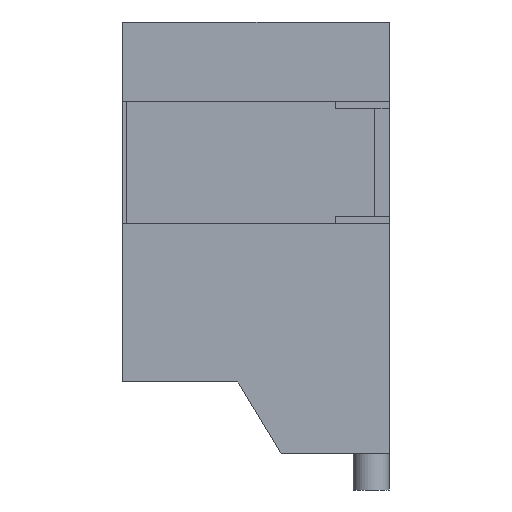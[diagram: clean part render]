
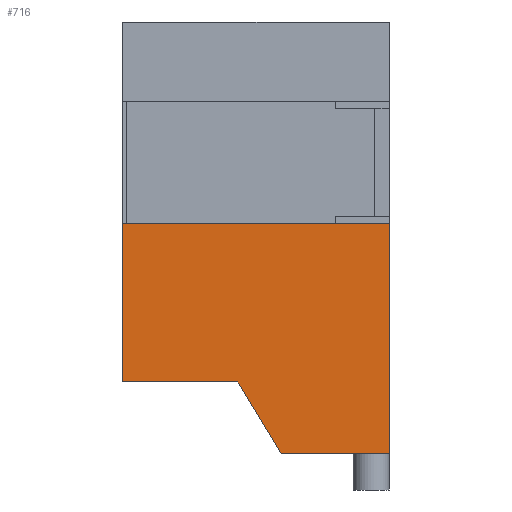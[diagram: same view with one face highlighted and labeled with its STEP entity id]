
A CAD part, left-side view. The second image highlights one B-rep face of the part: STEP entity #716.
In plain terms, the highlighted planar face has unit normal (-1, 0, 0).
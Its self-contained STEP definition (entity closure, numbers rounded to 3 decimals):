
#551 = VERTEX_POINT ( 'NONE', #2746 ) ;
#568 = EDGE_CURVE ( 'NONE', #569, #570, #2731, .T. ) ;
#569 = VERTEX_POINT ( 'NONE', #2715 ) ;
#570 = VERTEX_POINT ( 'NONE', #2714 ) ;
#693 = EDGE_CURVE ( 'NONE', #570, #551, #3059, .T. ) ;
#698 = VERTEX_POINT ( 'NONE', #3104 ) ;
#701 = EDGE_CURVE ( 'NONE', #698, #705, #3101, .T. ) ;
#705 = VERTEX_POINT ( 'NONE', #3231 ) ;
#716 = ADVANCED_FACE ( 'NONE', ( #3179 ), #3243, .T. ) ;
#717 = EDGE_LOOP ( 'NONE', ( #718, #719, #721, #722, #723, #726 ) ) ;
#718 = ORIENTED_EDGE ( 'NONE', *, *, #701, .F. ) ;
#719 = ORIENTED_EDGE ( 'NONE', *, *, #720, .T. ) ;
#720 = EDGE_CURVE ( 'NONE', #698, #551, #3238, .T. ) ;
#721 = ORIENTED_EDGE ( 'NONE', *, *, #693, .F. ) ;
#722 = ORIENTED_EDGE ( 'NONE', *, *, #568, .F. ) ;
#723 = ORIENTED_EDGE ( 'NONE', *, *, #724, .F. ) ;
#724 = EDGE_CURVE ( 'NONE', #725, #569, #3234, .T. ) ;
#725 = VERTEX_POINT ( 'NONE', #3171 ) ;
#726 = ORIENTED_EDGE ( 'NONE', *, *, #727, .F. ) ;
#727 = EDGE_CURVE ( 'NONE', #705, #725, #3169, .T. ) ;
#2714 = CARTESIAN_POINT ( 'NONE',  ( -5.25, 3.7, 1. ) ) ;
#2715 = CARTESIAN_POINT ( 'NONE',  ( -5.25, 2.1, 1. ) ) ;
#2728 = DIRECTION ( 'NONE',  ( 0., 1., 0. ) ) ;
#2729 = VECTOR ( 'NONE', #2728, 1000. ) ;
#2730 = CARTESIAN_POINT ( 'NONE',  ( -5.25, 3.7, 1. ) ) ;
#2731 = LINE ( 'NONE', #2730, #2729 ) ;
#2746 = CARTESIAN_POINT ( 'NONE',  ( -5.25, 3.7, 3.2 ) ) ;
#3056 = DIRECTION ( 'NONE',  ( 0., 0., 1. ) ) ;
#3057 = VECTOR ( 'NONE', #3056, 1000. ) ;
#3058 = CARTESIAN_POINT ( 'NONE',  ( -5.25, 3.7, 6. ) ) ;
#3059 = LINE ( 'NONE', #3058, #3057 ) ;
#3098 = DIRECTION ( 'NONE',  ( 0., 0., -1. ) ) ;
#3099 = VECTOR ( 'NONE', #3098, 1000. ) ;
#3100 = CARTESIAN_POINT ( 'NONE',  ( -5.25, 0., 0. ) ) ;
#3101 = LINE ( 'NONE', #3100, #3099 ) ;
#3104 = CARTESIAN_POINT ( 'NONE',  ( -5.25, 0., 3.2 ) ) ;
#3166 = DIRECTION ( 'NONE',  ( 0., 1., 0. ) ) ;
#3167 = VECTOR ( 'NONE', #3166, 1000. ) ;
#3168 = CARTESIAN_POINT ( 'NONE',  ( -5.25, 1.5, 0. ) ) ;
#3169 = LINE ( 'NONE', #3168, #3167 ) ;
#3171 = CARTESIAN_POINT ( 'NONE',  ( -5.25, 1.5, 0. ) ) ;
#3172 = DIRECTION ( 'NONE',  ( 0., 0.514, 0.857 ) ) ;
#3179 = FACE_OUTER_BOUND ( 'NONE', #717, .T. ) ;
#3231 = CARTESIAN_POINT ( 'NONE',  ( -5.25, 0., 0. ) ) ;
#3232 = VECTOR ( 'NONE', #3172, 1000. ) ;
#3233 = CARTESIAN_POINT ( 'NONE',  ( -5.25, 2.1, 1. ) ) ;
#3234 = LINE ( 'NONE', #3233, #3232 ) ;
#3235 = DIRECTION ( 'NONE',  ( 0., 1., 0. ) ) ;
#3236 = VECTOR ( 'NONE', #3235, 1000. ) ;
#3237 = CARTESIAN_POINT ( 'NONE',  ( -5.25, 0., 3.2 ) ) ;
#3238 = LINE ( 'NONE', #3237, #3236 ) ;
#3239 = DIRECTION ( 'NONE',  ( 0., 0., 1. ) ) ;
#3240 = DIRECTION ( 'NONE',  ( -1., 0., 0. ) ) ;
#3241 = CARTESIAN_POINT ( 'NONE',  ( -5.25, 3.7, 6. ) ) ;
#3242 = AXIS2_PLACEMENT_3D ( 'NONE', #3241, #3240, #3239 ) ;
#3243 = PLANE ( 'NONE',  #3242 ) ;
